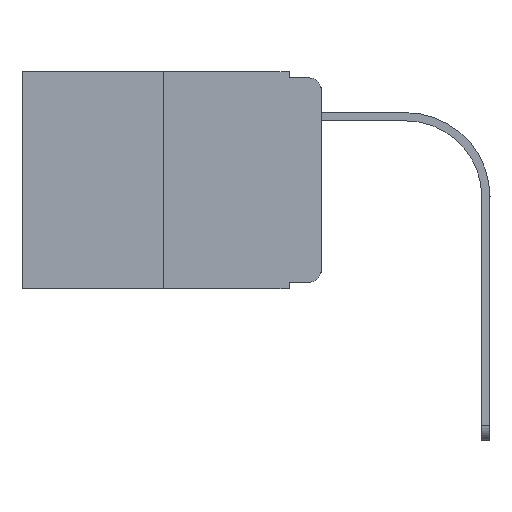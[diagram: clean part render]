
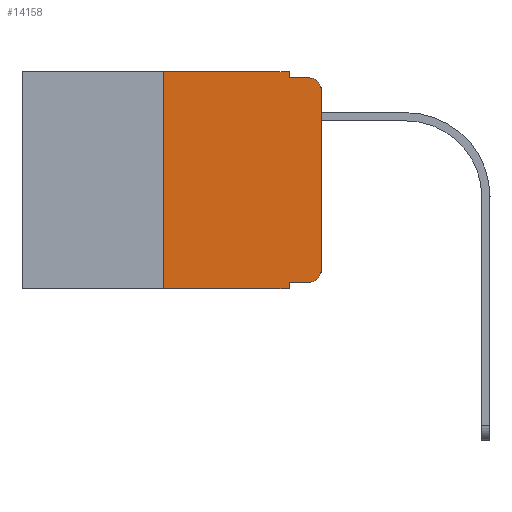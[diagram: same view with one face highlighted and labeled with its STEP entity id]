
A CAD part, left-side view. The second image highlights one B-rep face of the part: STEP entity #14158.
In plain terms, the highlighted planar face has unit normal (-1, 0, 0).
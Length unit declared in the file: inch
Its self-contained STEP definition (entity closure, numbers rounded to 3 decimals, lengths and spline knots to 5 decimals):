
#26 = VERTEX_POINT ( 'NONE', #9431 ) ;
#779 = LINE ( 'NONE', #13444, #5587 ) ;
#946 = ORIENTED_EDGE ( 'NONE', *, *, #1440, .T. ) ;
#1051 = ORIENTED_EDGE ( 'NONE', *, *, #5745, .F. ) ;
#1239 = CARTESIAN_POINT ( 'NONE',  ( 0., 0., -0.03 ) ) ;
#1440 = EDGE_CURVE ( 'NONE', #22632, #18411, #8379, .T. ) ;
#1806 = VECTOR ( 'NONE', #9892, 39.37008 ) ;
#1929 = DIRECTION ( 'NONE',  ( 1., 0., 0. ) ) ;
#2112 = CARTESIAN_POINT ( 'NONE',  ( 0., 0.473, 0. ) ) ;
#2291 = EDGE_LOOP ( 'NONE', ( #6736, #22195, #21824, #1051, #4649, #10069, #17031, #10451, #12433, #946 ) ) ;
#2820 = CARTESIAN_POINT ( 'NONE',  ( 0., 0.051, -0.333 ) ) ;
#3110 = CARTESIAN_POINT ( 'NONE',  ( 0., 0.02, -0.01 ) ) ;
#3231 = LINE ( 'NONE', #13684, #12573 ) ;
#3677 = EDGE_CURVE ( 'NONE', #18411, #9077, #22049, .T. ) ;
#4161 = VECTOR ( 'NONE', #12086, 39.37008 ) ;
#4478 = CARTESIAN_POINT ( 'NONE',  ( 0., 0.25, -0.343 ) ) ;
#4649 = ORIENTED_EDGE ( 'NONE', *, *, #16193, .F. ) ;
#5526 = FACE_OUTER_BOUND ( 'NONE', #2291, .T. ) ;
#5587 = VECTOR ( 'NONE', #9729, 39.37008 ) ;
#5745 = EDGE_CURVE ( 'NONE', #18381, #17761, #779, .T. ) ;
#5918 = CARTESIAN_POINT ( 'NONE',  ( 0., 0., -0.313 ) ) ;
#6071 = VERTEX_POINT ( 'NONE', #10873 ) ;
#6073 = VECTOR ( 'NONE', #13510, 39.37008 ) ;
#6306 = CARTESIAN_POINT ( 'NONE',  ( 0., 0.051, -0.01 ) ) ;
#6549 = DIRECTION ( 'NONE',  ( -1., 0., 0. ) ) ;
#6736 = ORIENTED_EDGE ( 'NONE', *, *, #3677, .T. ) ;
#6991 = DIRECTION ( 'NONE',  ( 0., -1., 0. ) ) ;
#7222 = LINE ( 'NONE', #15792, #11134 ) ;
#7384 = DIRECTION ( 'NONE',  ( 0., 0., -1. ) ) ;
#7934 = VERTEX_POINT ( 'NONE', #21121 ) ;
#8031 = DIRECTION ( 'NONE',  ( -1., 0., 0. ) ) ;
#8379 = CIRCLE ( 'NONE', #17255, 0.02 ) ;
#9077 = VERTEX_POINT ( 'NONE', #1239 ) ;
#9431 = CARTESIAN_POINT ( 'NONE',  ( 0., 0.051, -0.333 ) ) ;
#9729 = DIRECTION ( 'NONE',  ( 0., 0., -1. ) ) ;
#9892 = DIRECTION ( 'NONE',  ( 0., 0., 1. ) ) ;
#10027 = DIRECTION ( 'NONE',  ( 0., -1., 0. ) ) ;
#10069 = ORIENTED_EDGE ( 'NONE', *, *, #18680, .F. ) ;
#10233 = CARTESIAN_POINT ( 'NONE',  ( 0., 0.051, 0. ) ) ;
#10319 = DIRECTION ( 'NONE',  ( 0., 0., 1. ) ) ;
#10451 = ORIENTED_EDGE ( 'NONE', *, *, #22270, .F. ) ;
#10785 = AXIS2_PLACEMENT_3D ( 'NONE', #19875, #1929, #7384 ) ;
#10873 = CARTESIAN_POINT ( 'NONE',  ( 0., 0.25, 0. ) ) ;
#11133 = CARTESIAN_POINT ( 'NONE',  ( 0., 0.02, -0.333 ) ) ;
#11134 = VECTOR ( 'NONE', #6991, 39.37008 ) ;
#11200 = DIRECTION ( 'NONE',  ( 0., -1., 0. ) ) ;
#11237 = EDGE_CURVE ( 'NONE', #17761, #11537, #18921, .T. ) ;
#11537 = VERTEX_POINT ( 'NONE', #3110 ) ;
#11566 = VECTOR ( 'NONE', #10027, 39.37008 ) ;
#11979 = LINE ( 'NONE', #10233, #4161 ) ;
#12086 = DIRECTION ( 'NONE',  ( 0., 0., -1. ) ) ;
#12433 = ORIENTED_EDGE ( 'NONE', *, *, #16363, .T. ) ;
#12573 = VECTOR ( 'NONE', #10319, 39.37008 ) ;
#12849 = PLANE ( 'NONE',  #10785 ) ;
#13096 = VERTEX_POINT ( 'NONE', #4478 ) ;
#13444 = CARTESIAN_POINT ( 'NONE',  ( 0., 0.051, 0. ) ) ;
#13510 = DIRECTION ( 'NONE',  ( 0., -1., 0. ) ) ;
#13684 = CARTESIAN_POINT ( 'NONE',  ( 0., 0.25, 0. ) ) ;
#13773 = CARTESIAN_POINT ( 'NONE',  ( 0., 0.051, -0.01 ) ) ;
#13836 = EDGE_CURVE ( 'NONE', #13096, #7934, #7222, .T. ) ;
#14158 = ADVANCED_FACE ( 'NONE', ( #5526 ), #12849, .F. ) ;
#14513 = AXIS2_PLACEMENT_3D ( 'NONE', #18689, #8031, #22039 ) ;
#15680 = CARTESIAN_POINT ( 'NONE',  ( 0., 0.02, -0.313 ) ) ;
#15792 = CARTESIAN_POINT ( 'NONE',  ( 0., 0.473, -0.343 ) ) ;
#16193 = EDGE_CURVE ( 'NONE', #6071, #18381, #18129, .T. ) ;
#16363 = EDGE_CURVE ( 'NONE', #26, #22632, #20443, .T. ) ;
#16797 = EDGE_CURVE ( 'NONE', #9077, #11537, #18605, .T. ) ;
#17031 = ORIENTED_EDGE ( 'NONE', *, *, #13836, .T. ) ;
#17255 = AXIS2_PLACEMENT_3D ( 'NONE', #15680, #6549, #18924 ) ;
#17761 = VERTEX_POINT ( 'NONE', #13773 ) ;
#18129 = LINE ( 'NONE', #2112, #18571 ) ;
#18381 = VERTEX_POINT ( 'NONE', #20038 ) ;
#18411 = VERTEX_POINT ( 'NONE', #5918 ) ;
#18571 = VECTOR ( 'NONE', #11200, 39.37008 ) ;
#18605 = CIRCLE ( 'NONE', #14513, 0.02 ) ;
#18680 = EDGE_CURVE ( 'NONE', #13096, #6071, #3231, .T. ) ;
#18689 = CARTESIAN_POINT ( 'NONE',  ( 0., 0.02, -0.03 ) ) ;
#18914 = CARTESIAN_POINT ( 'NONE',  ( 0., 0., 0. ) ) ;
#18921 = LINE ( 'NONE', #6306, #6073 ) ;
#18924 = DIRECTION ( 'NONE',  ( 0., 0., -1. ) ) ;
#19875 = CARTESIAN_POINT ( 'NONE',  ( 0., 0.473, 0. ) ) ;
#20038 = CARTESIAN_POINT ( 'NONE',  ( 0., 0.051, 0. ) ) ;
#20443 = LINE ( 'NONE', #2820, #11566 ) ;
#21121 = CARTESIAN_POINT ( 'NONE',  ( 0., 0.051, -0.343 ) ) ;
#21824 = ORIENTED_EDGE ( 'NONE', *, *, #11237, .F. ) ;
#22039 = DIRECTION ( 'NONE',  ( 0., 0., -1. ) ) ;
#22049 = LINE ( 'NONE', #18914, #1806 ) ;
#22195 = ORIENTED_EDGE ( 'NONE', *, *, #16797, .T. ) ;
#22270 = EDGE_CURVE ( 'NONE', #26, #7934, #11979, .T. ) ;
#22632 = VERTEX_POINT ( 'NONE', #11133 ) ;
